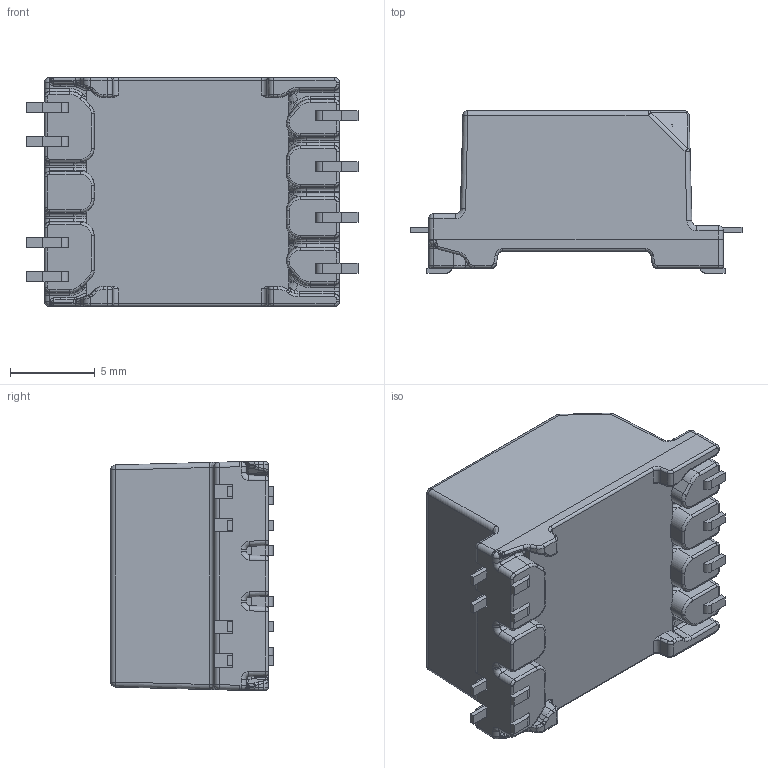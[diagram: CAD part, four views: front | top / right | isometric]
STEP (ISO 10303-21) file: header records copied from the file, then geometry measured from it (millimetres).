
FILE_DESCRIPTION((''),'2;1');
FILE_NAME('H1520-CASE','2023-03-02T',('ygh.tbi'),(''),'PRO/ENGINEER BY PARAMETRIC TECHNOLOGY CORPORATION, 2001280','PRO/ENGINEER BY PARAMETRIC TECHNOLOGY CORPORATION, 2001280','');
FILE_SCHEMA(('CONFIG_CONTROL_DESIGN'));
Length unit declared in the file: millimetre
Products named in the file (1): H1520-CASE
Bounding box: 19.6 x 9.6 x 13.5 mm (x, y, z)
Volume: 1645.5 mm3; surface area: 1090.7 mm2
Topology: 1 solids, 3 shells, 1103 faces, 2843 edges, 1773 vertices
Faces by surface type: plane 683, cylinder 238, bspline 138, torus 26, sphere 16, extrusion 2
Entity records: 38090 total; most frequent: CARTESIAN_POINT 12154, ORIENTED_EDGE 5686, DIRECTION 4919, EDGE_CURVE 2843, VECTOR 2049, LINE 2047, VERTEX_POINT 1773, AXIS2_PLACEMENT_3D 1435
